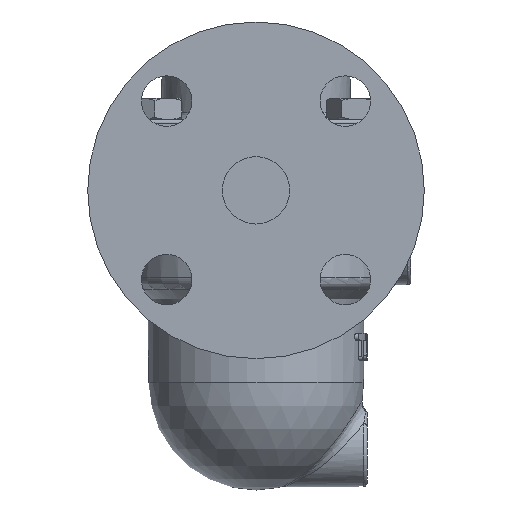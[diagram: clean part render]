
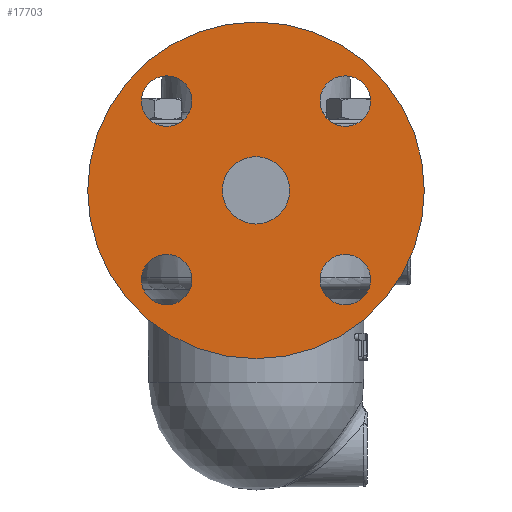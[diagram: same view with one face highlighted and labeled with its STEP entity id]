
A CAD part, left-side view. The second image highlights one B-rep face of the part: STEP entity #17703.
In plain terms, the highlighted planar face has unit normal (-1, 0, 0).
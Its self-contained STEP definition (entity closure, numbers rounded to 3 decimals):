
#17632=CARTESIAN_POINT('',(-95.0,0.0,4.));
#17633=DIRECTION('',(1.0,0.0,0.0));
#17634=DIRECTION('',(0.0,0.0,-1.0));
#17635=AXIS2_PLACEMENT_3D('',#17632,#17633,#17634);
#17636=PLANE('',#17635);
#17637=CARTESIAN_POINT('',(-95.0,0.,-46.0));
#17638=VERTEX_POINT('',#17637);
#17639=CARTESIAN_POINT('',(-95.0,0.0,4.));
#17640=DIRECTION('',(-1.0,0.0,0.0));
#17641=DIRECTION('',(0.0,0.0,1.0));
#17642=AXIS2_PLACEMENT_3D('',#17639,#17640,#17641);
#17643=CIRCLE('',#17642,50.0);
#17644=EDGE_CURVE('',#17638,#17638,#17643,.T.);
#17645=ORIENTED_EDGE('',*,*,#17644,.T.);
#17646=EDGE_LOOP('',(#17645));
#17647=FACE_OUTER_BOUND('',#17646,.T.);
#17648=CARTESIAN_POINT('',(-95.0,26.517,23.017));
#17649=VERTEX_POINT('',#17648);
#17650=CARTESIAN_POINT('',(-95.0,26.517,30.517));
#17651=DIRECTION('',(1.0,0.0,0.0));
#17652=DIRECTION('',(0.0,0.0,-1.0));
#17653=AXIS2_PLACEMENT_3D('',#17650,#17651,#17652);
#17654=CIRCLE('',#17653,7.5);
#17655=EDGE_CURVE('',#17649,#17649,#17654,.T.);
#17656=ORIENTED_EDGE('',*,*,#17655,.T.);
#17657=EDGE_LOOP('',(#17656));
#17658=FACE_BOUND('',#17657,.T.);
#17659=CARTESIAN_POINT('',(-95.0,19.017,-22.517));
#17660=VERTEX_POINT('',#17659);
#17661=CARTESIAN_POINT('',(-95.0,26.517,-22.517));
#17662=DIRECTION('',(1.0,0.0,0.0));
#17663=DIRECTION('',(0.0,-1.0,0.0));
#17664=AXIS2_PLACEMENT_3D('',#17661,#17662,#17663);
#17665=CIRCLE('',#17664,7.5);
#17666=EDGE_CURVE('',#17660,#17660,#17665,.T.);
#17667=ORIENTED_EDGE('',*,*,#17666,.T.);
#17668=EDGE_LOOP('',(#17667));
#17669=FACE_BOUND('',#17668,.T.);
#17670=CARTESIAN_POINT('',(-95.0,-26.517,-15.017));
#17671=VERTEX_POINT('',#17670);
#17672=CARTESIAN_POINT('',(-95.0,-26.517,-22.517));
#17673=DIRECTION('',(1.0,0.0,0.0));
#17674=DIRECTION('',(0.0,0.0,1.0));
#17675=AXIS2_PLACEMENT_3D('',#17672,#17673,#17674);
#17676=CIRCLE('',#17675,7.5);
#17677=EDGE_CURVE('',#17671,#17671,#17676,.T.);
#17678=ORIENTED_EDGE('',*,*,#17677,.T.);
#17679=EDGE_LOOP('',(#17678));
#17680=FACE_BOUND('',#17679,.T.);
#17681=CARTESIAN_POINT('',(-95.0,-19.017,30.517));
#17682=VERTEX_POINT('',#17681);
#17683=CARTESIAN_POINT('',(-95.0,-26.517,30.517));
#17684=DIRECTION('',(1.0,0.0,0.0));
#17685=DIRECTION('',(0.0,1.0,0.0));
#17686=AXIS2_PLACEMENT_3D('',#17683,#17684,#17685);
#17687=CIRCLE('',#17686,7.5);
#17688=EDGE_CURVE('',#17682,#17682,#17687,.T.);
#17689=ORIENTED_EDGE('',*,*,#17688,.T.);
#17690=EDGE_LOOP('',(#17689));
#17691=FACE_BOUND('',#17690,.T.);
#17692=CARTESIAN_POINT('',(-95.0,0.,-6.));
#17693=VERTEX_POINT('',#17692);
#17694=CARTESIAN_POINT('',(-95.0,0.0,4.));
#17695=DIRECTION('',(1.0,0.0,0.0));
#17696=DIRECTION('',(0.0,0.0,1.0));
#17697=AXIS2_PLACEMENT_3D('',#17694,#17695,#17696);
#17698=CIRCLE('',#17697,10.0);
#17699=EDGE_CURVE('',#17693,#17693,#17698,.T.);
#17700=ORIENTED_EDGE('',*,*,#17699,.T.);
#17701=EDGE_LOOP('',(#17700));
#17702=FACE_BOUND('',#17701,.T.);
#17703=ADVANCED_FACE('',(#17647,#17658,#17669,#17680,#17691,#17702),#17636,.F.);
